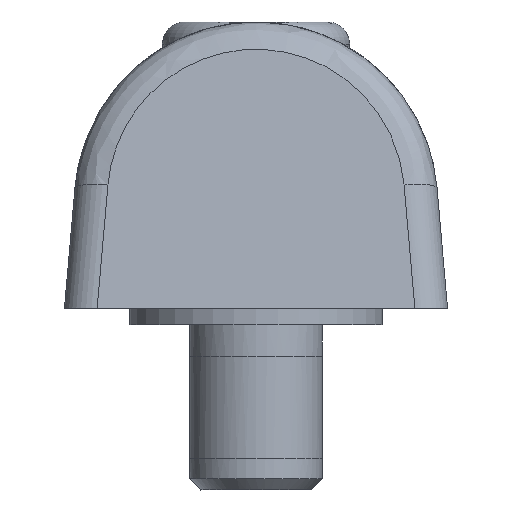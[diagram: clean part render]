
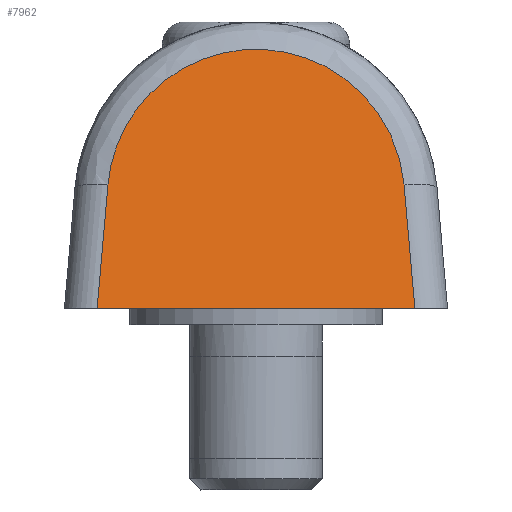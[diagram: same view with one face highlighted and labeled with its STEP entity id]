
A CAD part, front view. The second image highlights one B-rep face of the part: STEP entity #7962.
In plain terms, the highlighted planar face has unit normal (0, -0.985, 0.174).
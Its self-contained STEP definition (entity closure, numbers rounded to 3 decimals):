
#305=PLANE('',#8364);
#414=ELLIPSE('',#8365,13.708,13.5);
#1002=ORIENTED_EDGE('',*,*,#2578,.T.);
#1003=ORIENTED_EDGE('',*,*,#2579,.T.);
#1004=ORIENTED_EDGE('',*,*,#2574,.T.);
#1005=ORIENTED_EDGE('',*,*,#2580,.T.);
#2574=EDGE_CURVE('',#3351,#3353,#3820,.T.);
#2578=EDGE_CURVE('',#3355,#3357,#3822,.T.);
#2579=EDGE_CURVE('',#3357,#3351,#414,.T.);
#2580=EDGE_CURVE('',#3353,#3355,#3823,.T.);
#3351=VERTEX_POINT('',#11468);
#3353=VERTEX_POINT('',#11472);
#3355=VERTEX_POINT('',#11477);
#3357=VERTEX_POINT('',#11485);
#3820=LINE('',#11473,#4178);
#3822=LINE('',#11486,#4180);
#3823=LINE('',#11489,#4181);
#4178=VECTOR('',#9058,1000.);
#4180=VECTOR('',#9064,1000.);
#4181=VECTOR('',#9069,1000.);
#4492=EDGE_LOOP('',(#1002,#1003,#1004,#1005));
#4931=FACE_BOUND('',#4492,.T.);
#7962=ADVANCED_FACE('',(#4931),#305,.T.);
#8364=AXIS2_PLACEMENT_3D('',#11487,#9065,#9066);
#8365=AXIS2_PLACEMENT_3D('',#11488,#9067,#9068);
#9058=DIRECTION('',(-0.086,-0.173,-0.981));
#9064=DIRECTION('',(-0.086,0.173,0.981));
#9065=DIRECTION('',(0.,-0.985,0.174));
#9066=DIRECTION('',(-1.,0.,0.));
#9067=DIRECTION('',(0.,-0.985,0.174));
#9068=DIRECTION('',(0.,-0.174,-0.985));
#9069=DIRECTION('',(1.,0.,0.));
#11468=CARTESIAN_POINT('',(-17.985,-84.719,7.198));
#11472=CARTESIAN_POINT('',(-18.965,-86.694,-4.));
#11473=CARTESIAN_POINT('',(-17.985,-84.719,7.198));
#11477=CARTESIAN_POINT('',(9.892,-86.694,-4.));
#11485=CARTESIAN_POINT('',(8.912,-84.719,7.198));
#11486=CARTESIAN_POINT('',(9.892,-86.694,-4.));
#11487=CARTESIAN_POINT('',(-25.41,-87.145,-6.561));
#11488=CARTESIAN_POINT('',(-4.537,-84.927,6.021));
#11489=CARTESIAN_POINT('',(-25.41,-86.694,-4.));
